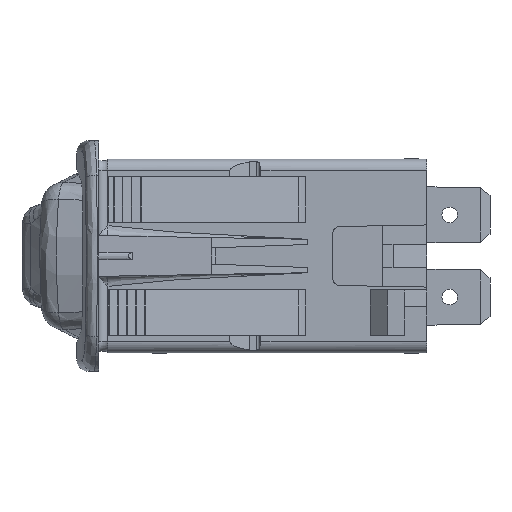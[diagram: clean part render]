
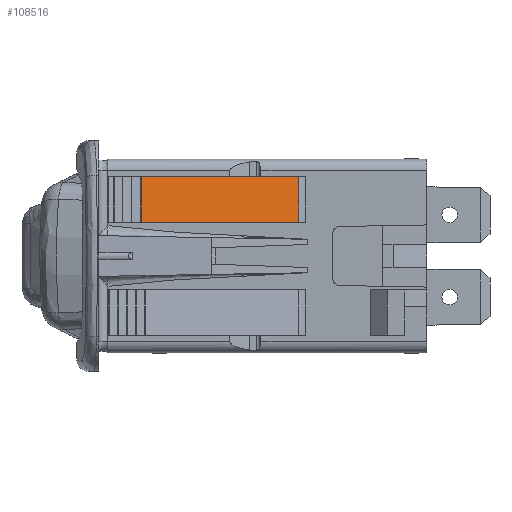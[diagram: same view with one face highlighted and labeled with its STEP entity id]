
A CAD part, left-side view. The second image highlights one B-rep face of the part: STEP entity #108516.
In plain terms, the highlighted planar face has unit normal (-0.951, -0.31, 0).
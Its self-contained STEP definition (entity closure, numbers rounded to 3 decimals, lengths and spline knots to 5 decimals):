
#43417=DIRECTION('',(-0.311,0.951,0.));
#43418=VECTOR('',#43417,0.73281);
#43419=CARTESIAN_POINT('',(-0.78744,0.56513,0.15));
#43420=LINE('',#43419,#43418);
#43481=DIRECTION('',(-0.311,0.951,0.));
#43482=VECTOR('',#43481,0.73281);
#43483=CARTESIAN_POINT('',(-0.78744,0.56513,0.35));
#43484=LINE('',#43483,#43482);
#43556=DIRECTION('',(0.,0.,1.));
#43557=VECTOR('',#43556,0.2);
#43558=CARTESIAN_POINT('',(-0.78744,0.56513,0.15));
#43559=LINE('',#43558,#43557);
#43569=DIRECTION('',(0.,0.,1.));
#43570=VECTOR('',#43569,0.2);
#43571=CARTESIAN_POINT('',(-1.015,1.26172,0.15));
#43572=LINE('',#43571,#43570);
#54162=CARTESIAN_POINT('',(-1.015,1.26172,0.15));
#54163=CARTESIAN_POINT('',(-1.015,1.26172,0.35));
#54164=VERTEX_POINT('',#54162);
#54165=VERTEX_POINT('',#54163);
#54170=CARTESIAN_POINT('',(-0.78744,0.56513,0.15));
#54171=CARTESIAN_POINT('',(-0.78744,0.56513,0.35));
#54172=VERTEX_POINT('',#54170);
#54173=VERTEX_POINT('',#54171);
#108504=CARTESIAN_POINT('',(-0.7825,0.55,0.15));
#108505=DIRECTION('',(0.951,0.311,0.));
#108506=DIRECTION('',(-0.311,0.951,0.));
#108507=AXIS2_PLACEMENT_3D('',#108504,#108505,#108506);
#108508=PLANE('',#108507);
#108509=ORIENTED_EDGE('',*,*,#108498,.F.);
#108510=ORIENTED_EDGE('',*,*,#108352,.T.);
#108512=ORIENTED_EDGE('',*,*,#108511,.T.);
#108513=ORIENTED_EDGE('',*,*,#108416,.F.);
#108514=EDGE_LOOP('',(#108509,#108510,#108512,#108513));
#108515=FACE_OUTER_BOUND('',#108514,.F.);
#108352=EDGE_CURVE('',#54172,#54164,#43420,.T.);
#108416=EDGE_CURVE('',#54173,#54165,#43484,.T.);
#108498=EDGE_CURVE('',#54172,#54173,#43559,.T.);
#108511=EDGE_CURVE('',#54164,#54165,#43572,.T.);
#108516=ADVANCED_FACE('',(#108515),#108508,.F.);
